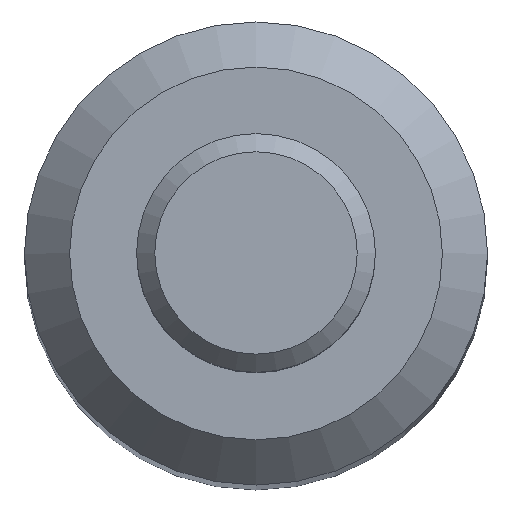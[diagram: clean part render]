
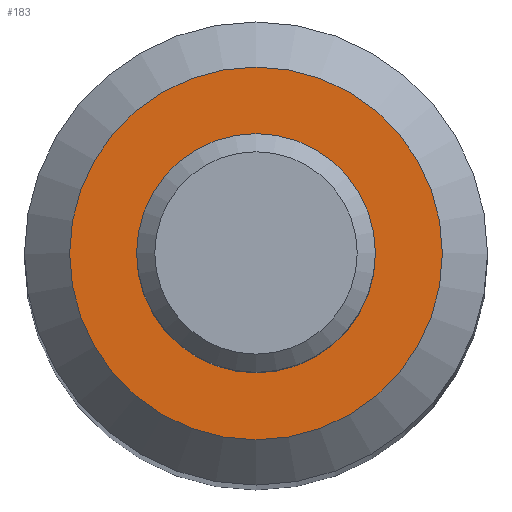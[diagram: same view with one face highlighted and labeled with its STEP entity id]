
A CAD part, top view. The second image highlights one B-rep face of the part: STEP entity #183.
In plain terms, the highlighted planar face has unit normal (0, 0, 1).
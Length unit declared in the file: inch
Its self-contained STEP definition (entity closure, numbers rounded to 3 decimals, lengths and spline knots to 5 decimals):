
#92=CARTESIAN_POINT('',(-0.082,0.,2.0));
#93=VERTEX_POINT('',#92);
#94=CARTESIAN_POINT('',(0.0,0.0,2.0));
#95=DIRECTION('',(0.0,0.0,1.0));
#96=DIRECTION('',(1.0,0.0,0.0));
#97=AXIS2_PLACEMENT_3D('',#94,#95,#96);
#98=CIRCLE('',#97,0.082);
#99=EDGE_CURVE('',#93,#93,#98,.T.);
#160=CARTESIAN_POINT('',(0.128,0.,2.0));
#161=VERTEX_POINT('',#160);
#162=CARTESIAN_POINT('',(0.0,0.0,2.0));
#163=DIRECTION('',(0.0,0.0,-1.0));
#164=DIRECTION('',(-1.0,0.0,0.0));
#165=AXIS2_PLACEMENT_3D('',#162,#163,#164);
#166=CIRCLE('',#165,0.128);
#167=EDGE_CURVE('',#161,#161,#166,.T.);
#172=CARTESIAN_POINT('',(0.,0.,2.0));
#173=DIRECTION('',(0.0,0.0,1.0));
#174=DIRECTION('',(1.0,0.0,0.0));
#175=AXIS2_PLACEMENT_3D('',#172,#173,#174);
#176=PLANE('',#175);
#177=ORIENTED_EDGE('',*,*,#167,.F.);
#178=EDGE_LOOP('',(#177));
#179=FACE_OUTER_BOUND('',#178,.T.);
#180=ORIENTED_EDGE('',*,*,#99,.F.);
#181=EDGE_LOOP('',(#180));
#182=FACE_BOUND('',#181,.T.);
#183=ADVANCED_FACE('',(#179,#182),#176,.T.);
